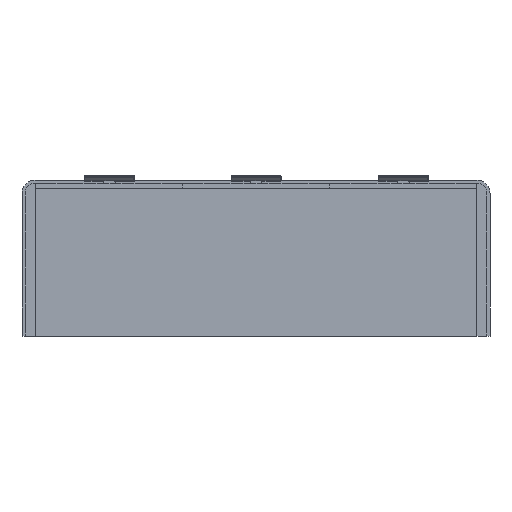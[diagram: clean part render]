
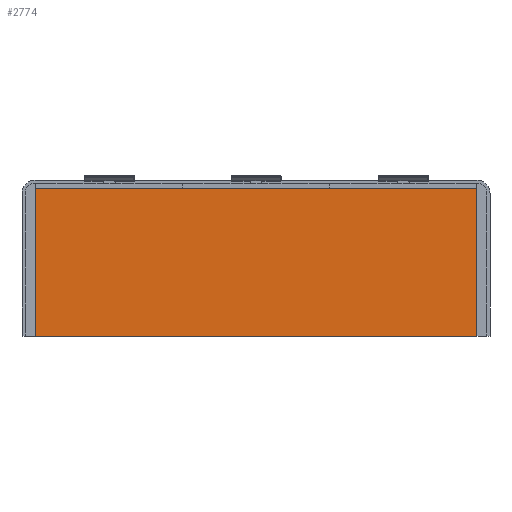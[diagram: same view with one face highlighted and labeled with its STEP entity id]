
A CAD part, front view. The second image highlights one B-rep face of the part: STEP entity #2774.
In plain terms, the highlighted planar face has unit normal (0, -1, 0).
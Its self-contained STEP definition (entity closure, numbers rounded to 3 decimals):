
#182 = DIRECTION ( 'NONE',  ( 0., -1., 0. ) ) ;
#268 = AXIS2_PLACEMENT_3D ( 'NONE', #5620, #182, #4508 ) ;
#709 = EDGE_CURVE ( 'NONE', #6692, #4522, #5719, .T. ) ;
#834 = VECTOR ( 'NONE', #3688, 1000. ) ;
#966 = DIRECTION ( 'NONE',  ( -1., 0., 0. ) ) ;
#1070 = EDGE_LOOP ( 'NONE', ( #2063, #1118, #2002, #1447 ) ) ;
#1118 = ORIENTED_EDGE ( 'NONE', *, *, #5271, .T. ) ;
#1257 = DIRECTION ( 'NONE',  ( -1., 0., 0. ) ) ;
#1281 = CARTESIAN_POINT ( 'NONE',  ( 708., 0., 0. ) ) ;
#1426 = LINE ( 'NONE', #5827, #834 ) ;
#1447 = ORIENTED_EDGE ( 'NONE', *, *, #709, .F. ) ;
#2002 = ORIENTED_EDGE ( 'NONE', *, *, #6800, .T. ) ;
#2042 = EDGE_CURVE ( 'NONE', #3492, #6692, #1426, .T. ) ;
#2063 = ORIENTED_EDGE ( 'NONE', *, *, #2042, .F. ) ;
#2193 = LINE ( 'NONE', #5867, #6549 ) ;
#2774 = ADVANCED_FACE ( 'NONE', ( #3602 ), #2869, .T. ) ;
#2775 = VECTOR ( 'NONE', #966, 1000. ) ;
#2869 = PLANE ( 'NONE',  #268 ) ;
#3080 = DIRECTION ( 'NONE',  ( 0., 0., -1. ) ) ;
#3492 = VERTEX_POINT ( 'NONE', #6724 ) ;
#3602 = FACE_OUTER_BOUND ( 'NONE', #1070, .T. ) ;
#3688 = DIRECTION ( 'NONE',  ( 0., 0., -1. ) ) ;
#3714 = VECTOR ( 'NONE', #1257, 1000. ) ;
#4508 = DIRECTION ( 'NONE',  ( 1., 0., 0. ) ) ;
#4522 = VERTEX_POINT ( 'NONE', #5183 ) ;
#4980 = CARTESIAN_POINT ( 'NONE',  ( 708., 0., 474. ) ) ;
#5183 = CARTESIAN_POINT ( 'NONE',  ( -708., 0., 0. ) ) ;
#5232 = CARTESIAN_POINT ( 'NONE',  ( 708., 0., 0. ) ) ;
#5271 = EDGE_CURVE ( 'NONE', #3492, #5834, #5902, .T. ) ;
#5367 = CARTESIAN_POINT ( 'NONE',  ( -708., 0., 474. ) ) ;
#5620 = CARTESIAN_POINT ( 'NONE',  ( 708., 0., 1940.102 ) ) ;
#5719 = LINE ( 'NONE', #5232, #2775 ) ;
#5827 = CARTESIAN_POINT ( 'NONE',  ( 708., 0., 1940.102 ) ) ;
#5834 = VERTEX_POINT ( 'NONE', #5367 ) ;
#5867 = CARTESIAN_POINT ( 'NONE',  ( -708., 0., 1940.102 ) ) ;
#5902 = LINE ( 'NONE', #4980, #3714 ) ;
#6549 = VECTOR ( 'NONE', #3080, 1000. ) ;
#6692 = VERTEX_POINT ( 'NONE', #1281 ) ;
#6724 = CARTESIAN_POINT ( 'NONE',  ( 708., 0., 474. ) ) ;
#6800 = EDGE_CURVE ( 'NONE', #5834, #4522, #2193, .T. ) ;
